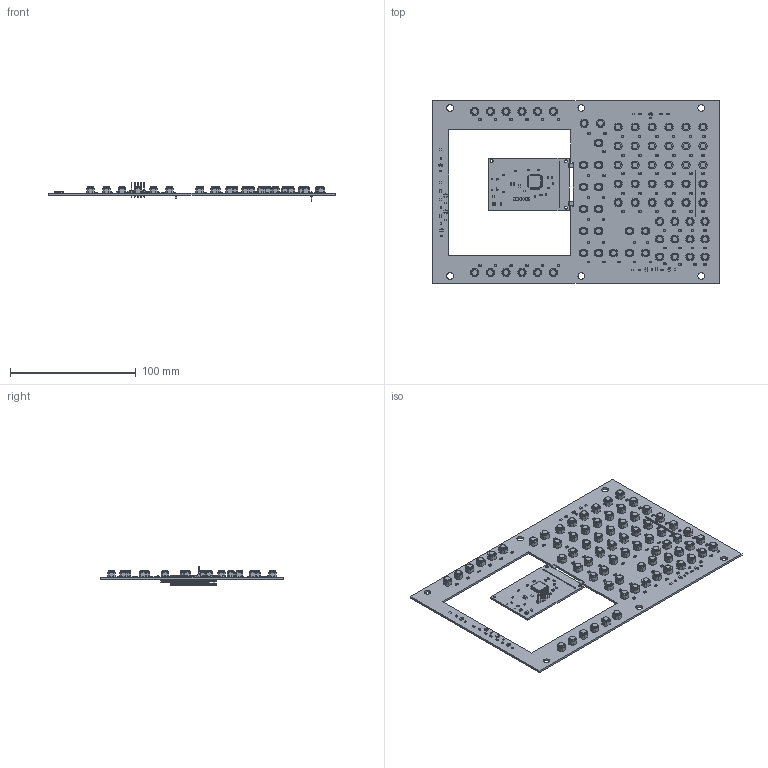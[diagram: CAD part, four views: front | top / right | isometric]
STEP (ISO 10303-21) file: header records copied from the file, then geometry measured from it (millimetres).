
FILE_DESCRIPTION(('KiCad electronic assembly'),'2;1');
FILE_NAME('MCDU.step','2024-08-17T12:38:00',('Pcbnew'),('Kicad'), 'Open CASCADE STEP processor 7.6','KiCad to STEP converter','Unknown' );
FILE_SCHEMA(('AUTOMOTIVE_DESIGN { 1 0 10303 214 1 1 1 1 }'));
Length unit declared in the file: millimetre
Products named in the file (32): MCDU 1; D_0805_2012Metric; D_0805; SW_Push_1TS009xxxx-xxxx-xxxx_6x6x5mm; LinkGroup; SOT-23-5; SOT_23_5; C_0805_2012Metric; C_0603_1608Metric; PinHeader_1x05_P2.54mm_Vertical; PinHeader_1x05_P254mm_Vertical; R_0805_2012Metric; R_0603_1608Metric; SOT-23; SOT_23; LED_0603_1608Metric; LED_0805_2012Metric; SOT-23-6; SOT_23_6; LQFP-64_10x10mm_P0.5mm; LQFP_64_10x10mm_P05mm; PinHeader_1x37_P1.00mm_Vertical; PinHeader_1x37_P100mm_Vertical; PinSocket_1x37_P1.00mm_Vertical; PinSocket_1x37_P100mm_Vertical; MCDU_PCB
Assembly tree (212 placements, depth 3):
  MCDU 1
    D_0805_2012Metric  x72
      D_0805
    SW_Push_1TS009xxxx-xxxx-xxxx_6x6x5mm  x72
      LinkGroup
    SOT-23-5
      SOT_23_5
    C_0805_2012Metric  x3
      C_0805_2012Metric
    C_0603_1608Metric  x9
      C_0603_1608Metric
    PinHeader_1x05_P2.54mm_Vertical
      PinHeader_1x05_P254mm_Vertical
    R_0805_2012Metric  x9
      R_0805_2012Metric
    R_0603_1608Metric  x10
      R_0603_1608Metric
    SOT-23  x7
      SOT_23
    LED_0603_1608Metric  x4
      LED_0603_1608Metric
    LED_0805_2012Metric  x4
      LED_0805_2012Metric
    SOT-23-6
      SOT_23_6
    LQFP-64_10x10mm_P0.5mm
      LQFP_64_10x10mm_P05mm
    PinHeader_1x37_P1.00mm_Vertical
      PinHeader_1x37_P100mm_Vertical
    PinSocket_1x37_P1.00mm_Vertical
      PinSocket_1x37_P100mm_Vertical
    MCDU_PCB
Bounding box: 228 x 145 x 15.04 mm (x, y, z)
Volume: 52659.8 mm3; surface area: 69994 mm2
Topology: 341 solids, 341 shells, 11458 faces, 29698 edges, 19366 vertices
Faces by surface type: plane 9159, cylinder 1955, bspline 344
Full cylindrical faces by diameter (mm): 0.3 x20, 0.5 x75, 0.65 x2, 1 x5, 2.2 x3, 4.5 x72, 5.3 x6
Entity records: 151106 total; most frequent: CARTESIAN_POINT 24426, ORIENTED_EDGE 20790, DIRECTION 19349, EDGE_CURVE 10395, LINE 9215, VECTOR 9215, VERTEX_POINT 6620, AXIS2_PLACEMENT_3D 5067
